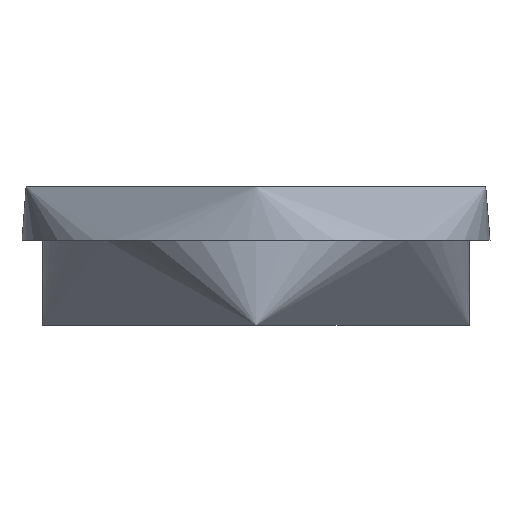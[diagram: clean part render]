
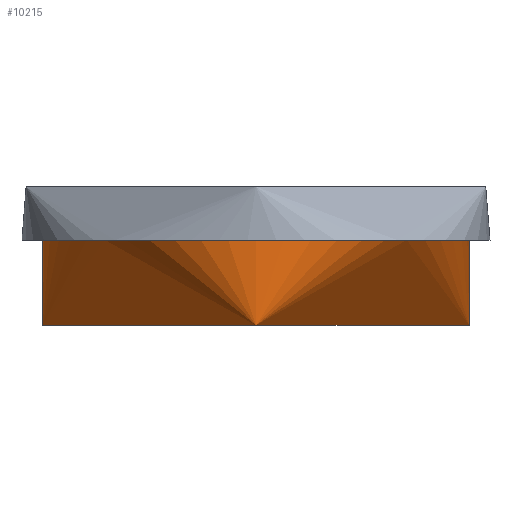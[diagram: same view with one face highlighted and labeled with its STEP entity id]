
A CAD part, front view. The second image highlights one B-rep face of the part: STEP entity #10215.
In plain terms, the highlighted free-form (B-spline) face has degree [3, 1] with [19, 2] control points.
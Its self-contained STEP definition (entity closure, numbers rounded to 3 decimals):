
#28=ELLIPSE('',#10671,12.5,10.);
#31=ELLIPSE('',#10675,12.5,10.);
#4183=ORIENTED_EDGE('',*,*,#5840,.F.);
#4184=ORIENTED_EDGE('',*,*,#5837,.T.);
#5837=EDGE_CURVE('',#6841,#6841,#28,.T.);
#5840=EDGE_CURVE('',#6844,#6844,#31,.T.);
#6841=VERTEX_POINT('',#33316);
#6844=VERTEX_POINT('',#33323);
#8760=EDGE_LOOP('',(#4183));
#8761=EDGE_LOOP('',(#4184));
#9410=FACE_BOUND('',#8760,.T.);
#9411=FACE_BOUND('',#8761,.T.);
#9570=B_SPLINE_SURFACE_WITH_KNOTS('',3,1,((#33324,#33325),(#33326,#33327),
(#33328,#33329),(#33330,#33331),(#33332,#33333),(#33334,#33335),(#33336,
#33337),(#33338,#33339),(#33340,#33341),(#33342,#33343),(#33344,#33345),
(#33346,#33347),(#33348,#33349),(#33350,#33351),(#33352,#33353),(#33354,
#33355),(#33356,#33357),(#33358,#33359),(#33360,#33361)),
 .SURF_OF_LINEAR_EXTRUSION.,.T.,.F.,.F.,(1,1,1,1,1,1,1,1,1,1,1,1,1,1,1,
1,1,1,1,1,1,1,1),(2,2),(-1.178,-0.785,-0.393,
0.,0.393,0.785,1.178,1.571,
1.963,2.356,2.749,3.142,3.534,
3.927,4.32,4.712,5.105,5.498,
5.89,6.283,6.676,7.069,7.461),
(0.,1.),.UNSPECIFIED.);
#10215=ADVANCED_FACE('',(#9410,#9411),#9570,.T.);
#10671=AXIS2_PLACEMENT_3D('',#33315,#11585,#11586);
#10675=AXIS2_PLACEMENT_3D('',#33322,#11593,#11594);
#11585=DIRECTION('',(0.,0.,-1.));
#11586=DIRECTION('',(0.,-1.,0.));
#11593=DIRECTION('',(0.,0.,-1.));
#11594=DIRECTION('',(0.,-1.,0.));
#33315=CARTESIAN_POINT('',(0.,0.257,-1.135));
#33316=CARTESIAN_POINT('',(0.,-12.243,-1.135));
#33322=CARTESIAN_POINT('',(0.,0.257,-5.135));
#33323=CARTESIAN_POINT('',(0.,-12.243,-5.135));
#33324=CARTESIAN_POINT('',(3.926,-11.592,-1.135));
#33325=CARTESIAN_POINT('',(3.926,-11.592,-5.135));
#33326=CARTESIAN_POINT('',(0.,-12.569,-1.135));
#33327=CARTESIAN_POINT('',(0.,-12.569,-5.135));
#33328=CARTESIAN_POINT('',(-3.926,-11.592,-1.135));
#33329=CARTESIAN_POINT('',(-3.926,-11.592,-5.135));
#33330=CARTESIAN_POINT('',(-7.255,-8.812,-1.135));
#33331=CARTESIAN_POINT('',(-7.255,-8.812,-5.135));
#33332=CARTESIAN_POINT('',(-9.479,-4.651,-1.135));
#33333=CARTESIAN_POINT('',(-9.479,-4.651,-5.135));
#33334=CARTESIAN_POINT('',(-10.26,0.257,-1.135));
#33335=CARTESIAN_POINT('',(-10.26,0.257,-5.135));
#33336=CARTESIAN_POINT('',(-9.479,5.165,-1.135));
#33337=CARTESIAN_POINT('',(-9.479,5.165,-5.135));
#33338=CARTESIAN_POINT('',(-7.255,9.326,-1.135));
#33339=CARTESIAN_POINT('',(-7.255,9.326,-5.135));
#33340=CARTESIAN_POINT('',(-3.926,12.106,-1.135));
#33341=CARTESIAN_POINT('',(-3.926,12.106,-5.135));
#33342=CARTESIAN_POINT('',(0.,13.082,-1.135));
#33343=CARTESIAN_POINT('',(0.,13.082,-5.135));
#33344=CARTESIAN_POINT('',(3.926,12.106,-1.135));
#33345=CARTESIAN_POINT('',(3.926,12.106,-5.135));
#33346=CARTESIAN_POINT('',(7.255,9.326,-1.135));
#33347=CARTESIAN_POINT('',(7.255,9.326,-5.135));
#33348=CARTESIAN_POINT('',(9.479,5.165,-1.135));
#33349=CARTESIAN_POINT('',(9.479,5.165,-5.135));
#33350=CARTESIAN_POINT('',(10.26,0.257,-1.135));
#33351=CARTESIAN_POINT('',(10.26,0.257,-5.135));
#33352=CARTESIAN_POINT('',(9.479,-4.651,-1.135));
#33353=CARTESIAN_POINT('',(9.479,-4.651,-5.135));
#33354=CARTESIAN_POINT('',(7.255,-8.812,-1.135));
#33355=CARTESIAN_POINT('',(7.255,-8.812,-5.135));
#33356=CARTESIAN_POINT('',(3.926,-11.592,-1.135));
#33357=CARTESIAN_POINT('',(3.926,-11.592,-5.135));
#33358=CARTESIAN_POINT('',(0.,-12.569,-1.135));
#33359=CARTESIAN_POINT('',(0.,-12.569,-5.135));
#33360=CARTESIAN_POINT('',(-3.926,-11.592,-1.135));
#33361=CARTESIAN_POINT('',(-3.926,-11.592,-5.135));
